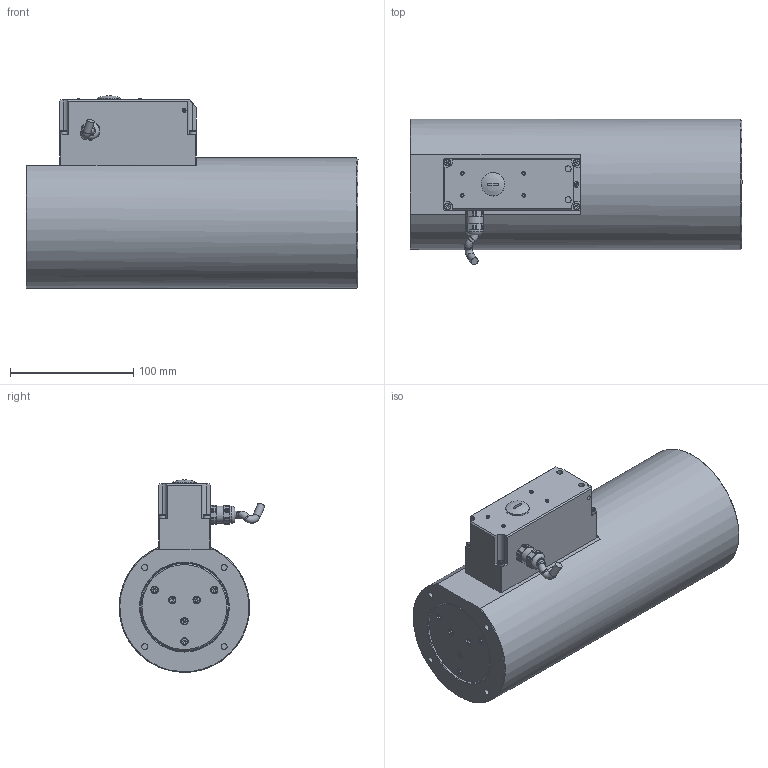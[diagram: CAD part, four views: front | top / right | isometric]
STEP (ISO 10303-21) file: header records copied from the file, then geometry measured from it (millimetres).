
FILE_DESCRIPTION(/* description */ ('>>BEZEICHNUNG<<'),/* implementation_level */ '2;1');
FILE_NAME(/* name */ 'vicolux_TZB95.stp',/* time_stamp */ '2015-04-14T10:55:54+02:00',/* author */ ('REGENSPURG'),/* organization */ ('Vision & Control'),/* preprocessor_version */ 'ST-DEVELOPER v15.2',/* originating_system */ 'Autodesk Inventor 2014',/* authorisation */ '');
FILE_SCHEMA (('AUTOMOTIVE_DESIGN { 1 0 10303 214 3 1 1 }'));
Length unit declared in the file: millimetre
Products named in the file (1): vicolux_TZB95
Bounding box: 269.7 x 118.26 x 156.42 mm (x, y, z)
Volume: 2529463.7 mm3; surface area: 132655 mm2
Topology: 1 solids, 1 shells, 320 faces, 798 edges, 515 vertices
Faces by surface type: plane 174, cylinder 83, cone 47, torus 14, sphere 2
Full cylindrical faces by diameter (mm): 1.57 x1, 3 x5, 3.2 x1, 4.92 x6, 5 x1, 5.5 x10, 6 x9, 14 x2, 19 x1, 71 x1, 72 x1, 95 x1, 98.92 x1, 106 x1
Entity records: 9904 total; most frequent: CARTESIAN_POINT 2829, ORIENTED_EDGE 1380, DIRECTION 1288, EDGE_CURVE 690, AXIS2_PLACEMENT_3D 492, VERTEX_POINT 485, EDGE_LOOP 433, STYLED_ITEM 321
